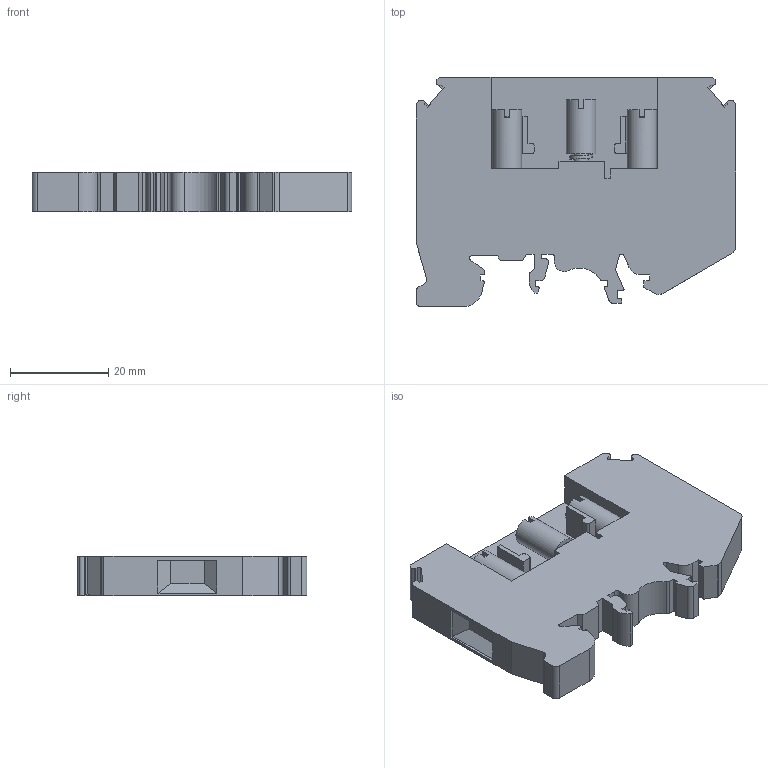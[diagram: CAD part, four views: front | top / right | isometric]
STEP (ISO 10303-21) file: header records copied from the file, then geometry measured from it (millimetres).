
FILE_DESCRIPTION(/* description */ ('Unknown'),/* implementation_level */ '2;1');
FILE_NAME(/* name */ 'KUTSD6_3D_SOLID',/* time_stamp */ '2024-12-07T13:57:25+05:00',/* author */ ('Unknown'),/* organization */ ('Unknown'),/* preprocessor_version */ 'ST-DEVELOPER v16.7',/* originating_system */ 'Solid Edge',/* authorisation */ 'Unknown');
FILE_SCHEMA (('AUTOMOTIVE_DESIGN {1 0 10303 214 3 1 1}'));
Length unit declared in the file: millimetre
Products named in the file (1): KUTSD6_3D_SOLID
Bounding box: 65 x 46.75 x 8 mm (x, y, z)
Volume: 16898.8 mm3; surface area: 9674.2 mm2
Topology: 1 solids, 1 shells, 225 faces, 642 edges, 429 vertices
Faces by surface type: plane 163, cylinder 49, torus 8, cone 3, bspline 2
Full cylindrical faces by diameter (mm): 3 x1, 4 x3, 4.6 x1, 5.15 x2, 5.3 x2, 6 x3
Entity records: 8776 total; most frequent: CARTESIAN_POINT 1392, ORIENTED_EDGE 1212, DIRECTION 1170, EDGE_CURVE 606, LINE 456, VECTOR 456, VERTEX_POINT 414, AXIS2_PLACEMENT_3D 357
